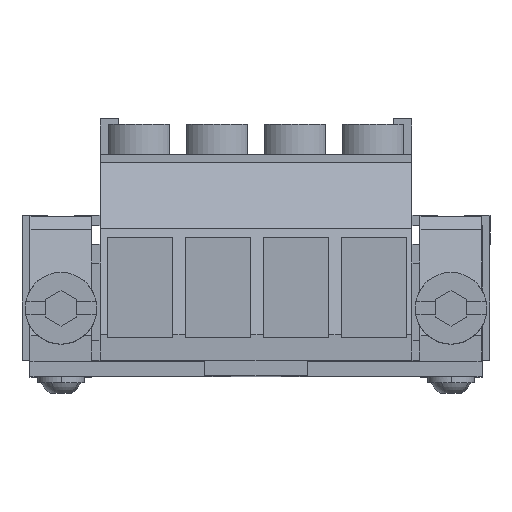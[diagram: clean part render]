
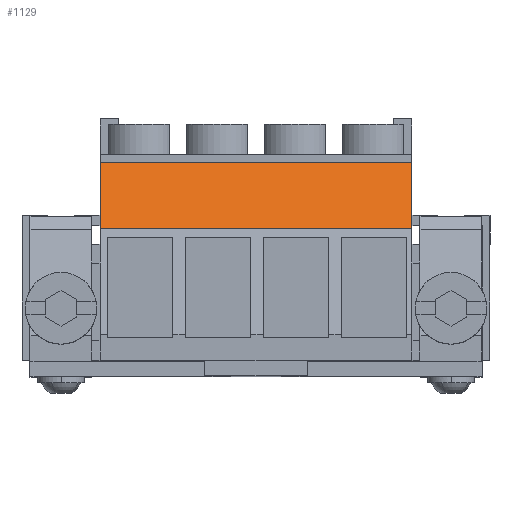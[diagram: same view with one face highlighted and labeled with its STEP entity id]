
A CAD part, top view. The second image highlights one B-rep face of the part: STEP entity #1129.
In plain terms, the highlighted planar face has unit normal (0, 0.723, 0.691).
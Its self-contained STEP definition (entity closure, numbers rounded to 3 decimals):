
#1109=AXIS2_PLACEMENT_3D('Plane Axis2P3D',#1106,#1107,#1108) ;
#56=CARTESIAN_POINT('Vertex',(7.62,16.049,38.65)) ;
#59=CARTESIAN_POINT('Line Origine',(7.62,19.299,35.25)) ;
#63=CARTESIAN_POINT('Vertex',(7.62,22.55,31.85)) ;
#1071=CARTESIAN_POINT('Vertex',(38.1,16.049,38.65)) ;
#1074=CARTESIAN_POINT('Line Origine',(22.86,16.049,38.65)) ;
#1106=CARTESIAN_POINT('Axis2P3D Location',(7.62,22.55,31.85)) ;
#1111=CARTESIAN_POINT('Line Origine',(38.1,19.299,35.25)) ;
#1115=CARTESIAN_POINT('Vertex',(38.1,22.55,31.85)) ;
#1118=CARTESIAN_POINT('Line Origine',(22.86,22.55,31.85)) ;
#60=DIRECTION('Vector Direction',(0.,-0.691,0.723)) ;
#1075=DIRECTION('Vector Direction',(1.,0.,0.)) ;
#1107=DIRECTION('Axis2P3D Direction',(-0.,0.723,0.691)) ;
#1108=DIRECTION('Axis2P3D XDirection',(0.,-0.691,0.723)) ;
#1112=DIRECTION('Vector Direction',(0.,-0.691,0.723)) ;
#1119=DIRECTION('Vector Direction',(1.,0.,0.)) ;
#61=VECTOR('Line Direction',#60,1.) ;
#1076=VECTOR('Line Direction',#1075,1.) ;
#1113=VECTOR('Line Direction',#1112,1.) ;
#1120=VECTOR('Line Direction',#1119,1.) ;
#1124=ORIENTED_EDGE('',*,*,#65,.F.) ;
#1125=ORIENTED_EDGE('',*,*,#1078,.T.) ;
#1126=ORIENTED_EDGE('',*,*,#1117,.F.) ;
#1127=ORIENTED_EDGE('',*,*,#1122,.F.) ;
#1129=ADVANCED_FACE('HOUSING',(#1128),#1110,.T.) ;
#65=EDGE_CURVE('',#57,#64,#62,.F.) ;
#1078=EDGE_CURVE('',#57,#1072,#1077,.T.) ;
#1117=EDGE_CURVE('',#1116,#1072,#1114,.T.) ;
#1122=EDGE_CURVE('',#64,#1116,#1121,.T.) ;
#1123=EDGE_LOOP('',(#1124,#1125,#1126,#1127)) ;
#1128=FACE_OUTER_BOUND('',#1123,.T.) ;
#62=LINE('Line',#59,#61) ;
#1077=LINE('Line',#1074,#1076) ;
#1114=LINE('Line',#1111,#1113) ;
#1121=LINE('Line',#1118,#1120) ;
#1110=PLANE('',#1109) ;
#57=VERTEX_POINT('',#56) ;
#64=VERTEX_POINT('',#63) ;
#1072=VERTEX_POINT('',#1071) ;
#1116=VERTEX_POINT('',#1115) ;
